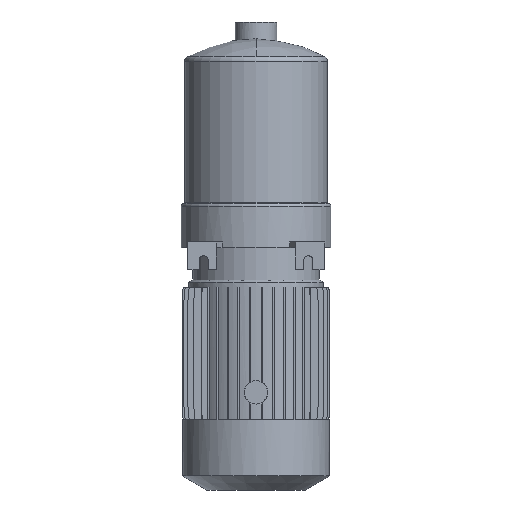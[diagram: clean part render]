
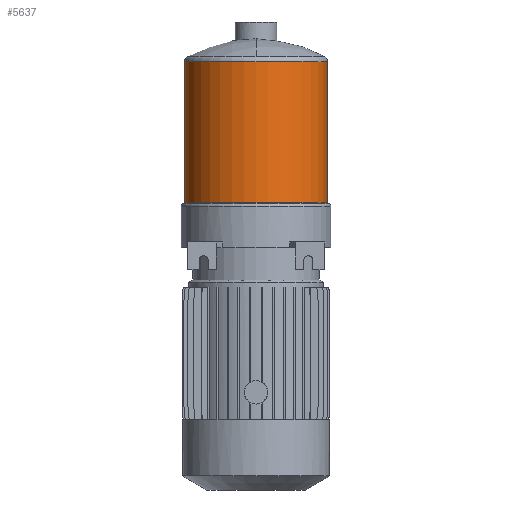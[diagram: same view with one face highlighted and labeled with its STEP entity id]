
A CAD part, front view. The second image highlights one B-rep face of the part: STEP entity #5637.
In plain terms, the highlighted cylindrical face has radius 76.5 mm (diameter 153 mm), a partial arc.
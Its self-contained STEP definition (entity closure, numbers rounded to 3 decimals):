
#176 = CARTESIAN_POINT ( 'NONE',  ( 0., 0., 167. ) ) ;
#233 = DIRECTION ( 'NONE',  ( -1., 0., 0. ) ) ;
#990 = ORIENTED_EDGE ( 'NONE', *, *, #1768, .T. ) ;
#1049 = AXIS2_PLACEMENT_3D ( 'NONE', #176, #1612, #6623 ) ;
#1582 = CARTESIAN_POINT ( 'NONE',  ( 76.5, 0., 167. ) ) ;
#1612 = DIRECTION ( 'NONE',  ( 0., 0., 1. ) ) ;
#1736 = EDGE_CURVE ( 'NONE', #3484, #2080, #5444, .T. ) ;
#1768 = EDGE_CURVE ( 'NONE', #6874, #3484, #7679, .T. ) ;
#1989 = VECTOR ( 'NONE', #4679, 1000. ) ;
#2080 = VERTEX_POINT ( 'NONE', #5374 ) ;
#2231 = EDGE_CURVE ( 'NONE', #2080, #9988, #7686, .T. ) ;
#2643 = AXIS2_PLACEMENT_3D ( 'NONE', #7169, #9519, #7944 ) ;
#3484 = VERTEX_POINT ( 'NONE', #5578 ) ;
#4080 = LINE ( 'NONE', #5039, #8572 ) ;
#4275 = AXIS2_PLACEMENT_3D ( 'NONE', #7778, #4865, #233 ) ;
#4443 = CARTESIAN_POINT ( 'NONE',  ( -76.5, 0., -26.5 ) ) ;
#4679 = DIRECTION ( 'NONE',  ( 0., 0., 1. ) ) ;
#4865 = DIRECTION ( 'NONE',  ( 0., 0., -1. ) ) ;
#5039 = CARTESIAN_POINT ( 'NONE',  ( -76.5, 0., 167. ) ) ;
#5374 = CARTESIAN_POINT ( 'NONE',  ( 76.5, 0., 124.562 ) ) ;
#5444 = LINE ( 'NONE', #1582, #1989 ) ;
#5578 = CARTESIAN_POINT ( 'NONE',  ( 76.5, 0., -26.5 ) ) ;
#5637 = ADVANCED_FACE ( 'NONE', ( #9405 ), #7154, .T. ) ;
#5773 = ORIENTED_EDGE ( 'NONE', *, *, #9997, .F. ) ;
#5805 = DIRECTION ( 'NONE',  ( 0., 0., 1. ) ) ;
#6469 = ORIENTED_EDGE ( 'NONE', *, *, #2231, .T. ) ;
#6623 = DIRECTION ( 'NONE',  ( 1., 0., 0. ) ) ;
#6874 = VERTEX_POINT ( 'NONE', #4443 ) ;
#7154 = CYLINDRICAL_SURFACE ( 'NONE', #1049, 76.5 ) ;
#7169 = CARTESIAN_POINT ( 'NONE',  ( 0., 0., -26.5 ) ) ;
#7679 = CIRCLE ( 'NONE', #2643, 76.5 ) ;
#7686 = CIRCLE ( 'NONE', #4275, 76.5 ) ;
#7778 = CARTESIAN_POINT ( 'NONE',  ( 0., 0., 124.562 ) ) ;
#7944 = DIRECTION ( 'NONE',  ( 1., 0., 0. ) ) ;
#7960 = ORIENTED_EDGE ( 'NONE', *, *, #1736, .T. ) ;
#8058 = CARTESIAN_POINT ( 'NONE',  ( -76.5, 0., 124.562 ) ) ;
#8265 = EDGE_LOOP ( 'NONE', ( #5773, #990, #7960, #6469 ) ) ;
#8572 = VECTOR ( 'NONE', #5805, 1000. ) ;
#9405 = FACE_OUTER_BOUND ( 'NONE', #8265, .T. ) ;
#9519 = DIRECTION ( 'NONE',  ( 0., 0., 1. ) ) ;
#9988 = VERTEX_POINT ( 'NONE', #8058 ) ;
#9997 = EDGE_CURVE ( 'NONE', #6874, #9988, #4080, .T. ) ;
